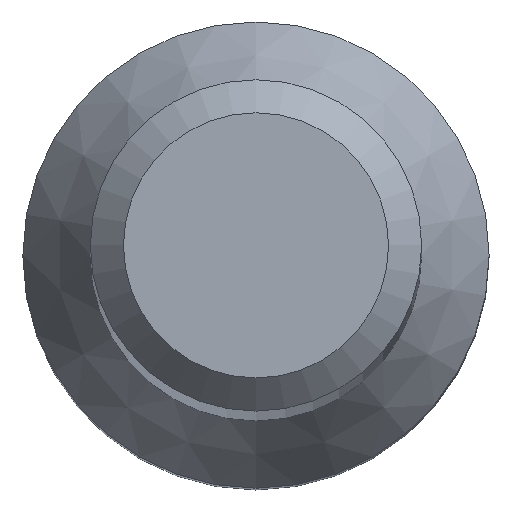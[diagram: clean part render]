
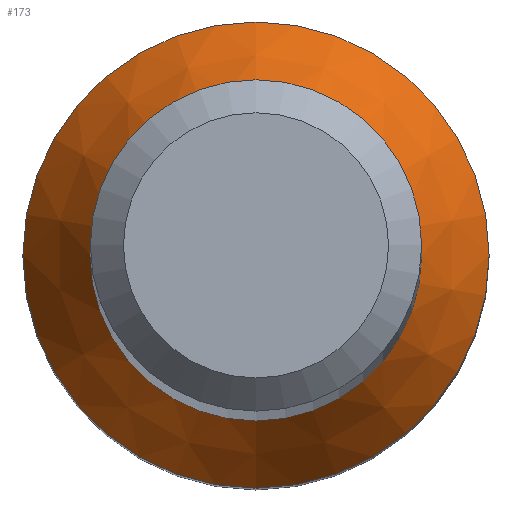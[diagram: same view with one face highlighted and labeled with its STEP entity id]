
A CAD part, top view. The second image highlights one B-rep face of the part: STEP entity #173.
In plain terms, the highlighted conical face has half-angle 30 degrees and reference radius 2.814 mm.
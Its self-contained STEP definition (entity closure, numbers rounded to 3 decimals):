
#3 = CARTESIAN_POINT ( 'NONE',  ( 0., 0., 12.582 ) ) ;
#9 = VERTEX_POINT ( 'NONE', #182 ) ;
#11 = DIRECTION ( 'NONE',  ( 0., 1., 0. ) ) ;
#24 = DIRECTION ( 'NONE',  ( 0., 1., 0. ) ) ;
#31 = DIRECTION ( 'NONE',  ( 0., 0., -1. ) ) ;
#32 = DIRECTION ( 'NONE',  ( 0., 1., 0. ) ) ;
#49 = AXIS2_PLACEMENT_3D ( 'NONE', #176, #120, #24 ) ;
#64 = ORIENTED_EDGE ( 'NONE', *, *, #111, .T. ) ;
#70 = CONICAL_SURFACE ( 'NONE', #100, 2.814, 0.524 ) ;
#83 = EDGE_LOOP ( 'NONE', ( #64 ) ) ;
#88 = DIRECTION ( 'NONE',  ( 0., 0., -1. ) ) ;
#100 = AXIS2_PLACEMENT_3D ( 'NONE', #185, #31, #11 ) ;
#103 = CIRCLE ( 'NONE', #49, 2. ) ;
#104 = VERTEX_POINT ( 'NONE', #181 ) ;
#111 = EDGE_CURVE ( 'NONE', #104, #104, #103, .T. ) ;
#120 = DIRECTION ( 'NONE',  ( 0., 0., -1. ) ) ;
#163 = EDGE_CURVE ( 'NONE', #9, #9, #221, .T. ) ;
#171 = EDGE_LOOP ( 'NONE', ( #188 ) ) ;
#173 = ADVANCED_FACE ( 'NONE', ( #216, #204 ), #70, .T. ) ;
#176 = CARTESIAN_POINT ( 'NONE',  ( 0., 0., 13.992 ) ) ;
#181 = CARTESIAN_POINT ( 'NONE',  ( 0., 2., 13.992 ) ) ;
#182 = CARTESIAN_POINT ( 'NONE',  ( 0., 2.814, 12.582 ) ) ;
#185 = CARTESIAN_POINT ( 'NONE',  ( 0., 0., 12.582 ) ) ;
#188 = ORIENTED_EDGE ( 'NONE', *, *, #163, .F. ) ;
#204 = FACE_OUTER_BOUND ( 'NONE', #171, .T. ) ;
#206 = AXIS2_PLACEMENT_3D ( 'NONE', #3, #88, #32 ) ;
#216 = FACE_BOUND ( 'NONE', #83, .T. ) ;
#221 = CIRCLE ( 'NONE', #206, 2.814 ) ;
